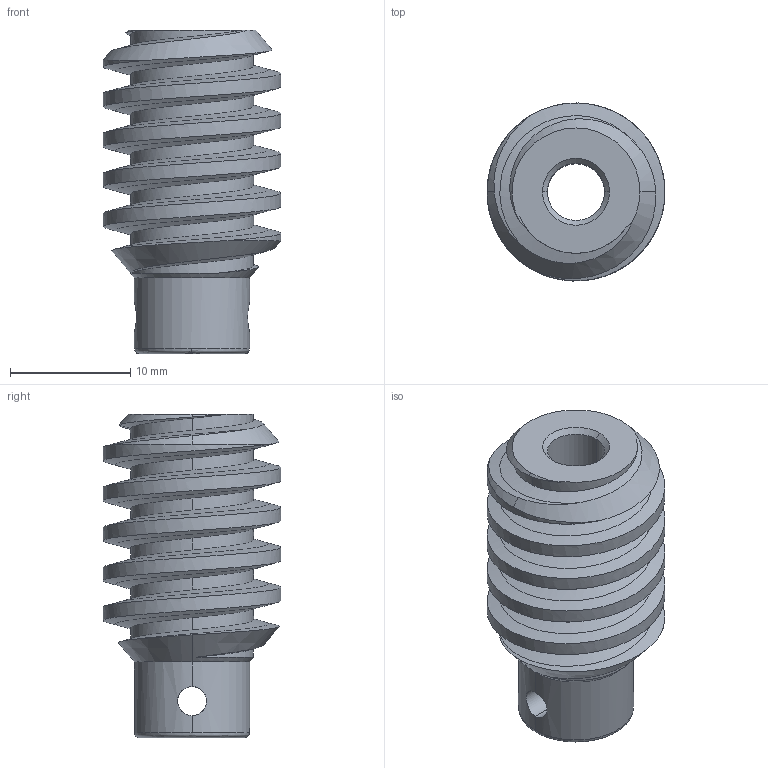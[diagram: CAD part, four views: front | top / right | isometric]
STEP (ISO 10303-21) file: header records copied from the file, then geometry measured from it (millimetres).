
FILE_DESCRIPTION((''),'2;1');
FILE_NAME('LUHB','2015-06-15T',('carefree'),(''),'PRO/ENGINEER BY PARAMETRIC TECHNOLOGY CORPORATION, 2010020','PRO/ENGINEER BY PARAMETRIC TECHNOLOGY CORPORATION, 2010020','');
FILE_SCHEMA(('AUTOMOTIVE_DESIGN { 1 0 10303 214 1 1 1 1 }'));
Length unit declared in the file: inch
Products named in the file (1): LUHB
Bounding box: 14.82 x 14.81 x 26.94 mm (x, y, z)
Volume: 2453.5 mm3; surface area: 2296.1 mm2
Topology: 1 solids, 1 shells, 48 faces, 136 edges, 85 vertices
Faces by surface type: cylinder 21, bspline 14, cone 11, plane 2
Entity records: 7574 total; most frequent: CARTESIAN_POINT 6069, ORIENTED_EDGE 270, DIRECTION 155, PRESENTATION_STYLE_ASSIGNMENT 136, STYLED_ITEM 136, CURVE_STYLE 135, EDGE_CURVE 135, VERTEX_POINT 85
